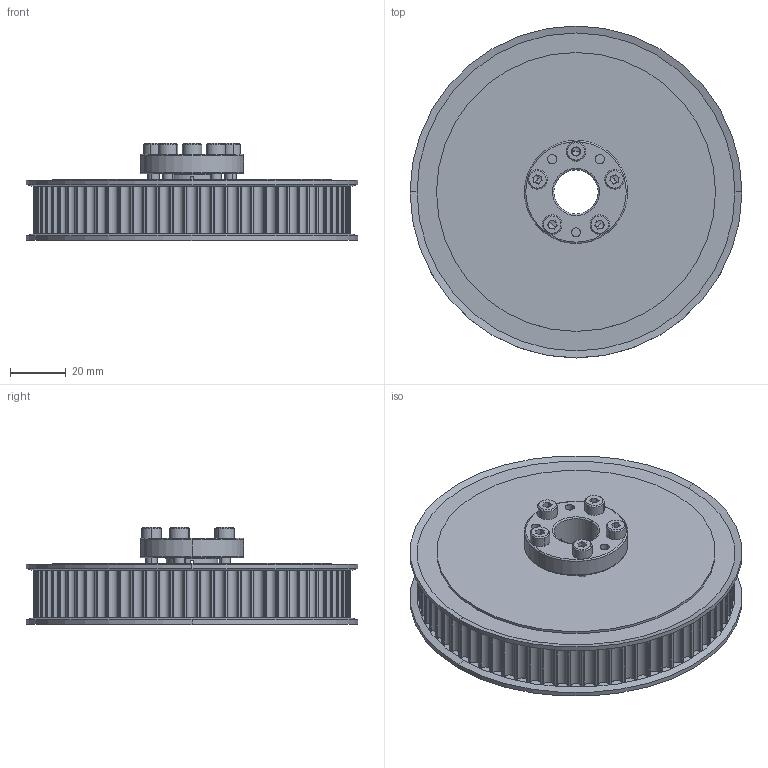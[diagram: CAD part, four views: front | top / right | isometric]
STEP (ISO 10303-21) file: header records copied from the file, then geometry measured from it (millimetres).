
FILE_DESCRIPTION (( 'STEP AP203' ), '1' );
FILE_NAME ('A72-5M15-SPBO-0625.step', '2023-08-24T19:26:00', ( '' ), ( '' ), 'SwSTEP 2.0', 'SolidWorks 2021', '' );
FILE_SCHEMA (( 'CONFIG_CONTROL_DESIGN' ));
Length unit declared in the file: millimetre
Products named in the file (1): A72-5M15-SPBO-0625
Bounding box: 119 x 119 x 35 mm (x, y, z)
Volume: 216533.7 mm3; surface area: 53509.2 mm2
Topology: 9 solids, 9 shells, 594 faces, 1617 edges, 1038 vertices
Faces by surface type: cylinder 427, plane 101, cone 54, torus 12
Entity records: 19186 total; most frequent: DIRECTION 3723, CARTESIAN_POINT 3306, ORIENTED_EDGE 3194, EDGE_CURVE 1597, AXIS2_PLACEMENT_3D 1547, VERTEX_POINT 1038, CIRCLE 952, EDGE_LOOP 635
